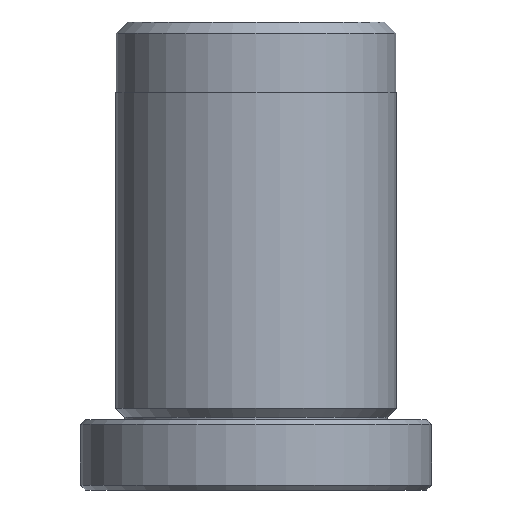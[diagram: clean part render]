
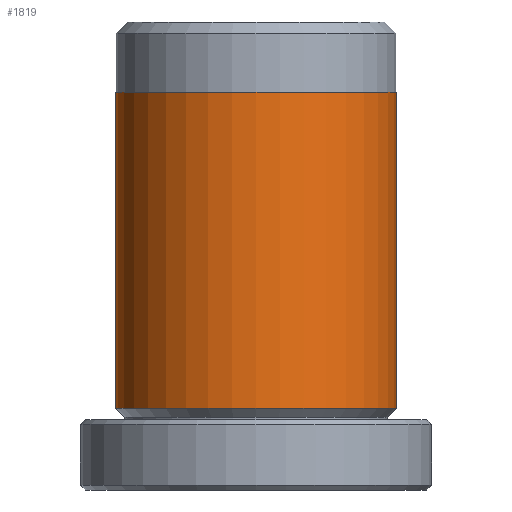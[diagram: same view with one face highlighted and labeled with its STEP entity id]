
A CAD part, front view. The second image highlights one B-rep face of the part: STEP entity #1819.
In plain terms, the highlighted cylindrical face has radius 6 mm (diameter 12 mm), a partial arc.
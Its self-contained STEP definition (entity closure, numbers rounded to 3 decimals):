
#64 = DIRECTION ( 'NONE',  ( -1., 0., 0. ) ) ;
#239 = CIRCLE ( 'NONE', #487, 6. ) ;
#287 = VECTOR ( 'NONE', #1417, 1000. ) ;
#327 = LINE ( 'NONE', #667, #1041 ) ;
#369 = DIRECTION ( 'NONE',  ( 0., 0., -1. ) ) ;
#437 = ORIENTED_EDGE ( 'NONE', *, *, #1324, .F. ) ;
#487 = AXIS2_PLACEMENT_3D ( 'NONE', #705, #1736, #865 ) ;
#509 = CARTESIAN_POINT ( 'NONE',  ( 0., 0., 3.5 ) ) ;
#593 = AXIS2_PLACEMENT_3D ( 'NONE', #509, #1540, #656 ) ;
#623 = ORIENTED_EDGE ( 'NONE', *, *, #1334, .F. ) ;
#656 = DIRECTION ( 'NONE',  ( -1., 0., 0. ) ) ;
#665 = CARTESIAN_POINT ( 'NONE',  ( -6., 0., 17. ) ) ;
#667 = CARTESIAN_POINT ( 'NONE',  ( 6., 0., 20. ) ) ;
#669 = ORIENTED_EDGE ( 'NONE', *, *, #1232, .F. ) ;
#705 = CARTESIAN_POINT ( 'NONE',  ( 0., 0., 17. ) ) ;
#751 = ORIENTED_EDGE ( 'NONE', *, *, #1257, .T. ) ;
#809 = CYLINDRICAL_SURFACE ( 'NONE', #925, 6. ) ;
#865 = DIRECTION ( 'NONE',  ( 1., 0., 0. ) ) ;
#925 = AXIS2_PLACEMENT_3D ( 'NONE', #1114, #1255, #64 ) ;
#946 = CIRCLE ( 'NONE', #593, 6. ) ;
#1041 = VECTOR ( 'NONE', #369, 1000. ) ;
#1043 = VERTEX_POINT ( 'NONE', #1449 ) ;
#1114 = CARTESIAN_POINT ( 'NONE',  ( 0., 0., 20. ) ) ;
#1186 = EDGE_LOOP ( 'NONE', ( #669, #437, #751, #623 ) ) ;
#1232 = EDGE_CURVE ( 'NONE', #1043, #1394, #327, .T. ) ;
#1241 = FACE_OUTER_BOUND ( 'NONE', #1186, .T. ) ;
#1255 = DIRECTION ( 'NONE',  ( 0., 0., -1. ) ) ;
#1257 = EDGE_CURVE ( 'NONE', #1595, #1926, #1771, .T. ) ;
#1281 = CARTESIAN_POINT ( 'NONE',  ( 6., 0., 3.5 ) ) ;
#1324 = EDGE_CURVE ( 'NONE', #1595, #1043, #239, .T. ) ;
#1334 = EDGE_CURVE ( 'NONE', #1394, #1926, #946, .T. ) ;
#1394 = VERTEX_POINT ( 'NONE', #1281 ) ;
#1417 = DIRECTION ( 'NONE',  ( 0., 0., -1. ) ) ;
#1449 = CARTESIAN_POINT ( 'NONE',  ( 6., 0., 17. ) ) ;
#1540 = DIRECTION ( 'NONE',  ( 0., 0., -1. ) ) ;
#1595 = VERTEX_POINT ( 'NONE', #665 ) ;
#1719 = CARTESIAN_POINT ( 'NONE',  ( -6., 0., 3.5 ) ) ;
#1736 = DIRECTION ( 'NONE',  ( 0., 0., 1. ) ) ;
#1771 = LINE ( 'NONE', #1865, #287 ) ;
#1819 = ADVANCED_FACE ( 'NONE', ( #1241 ), #809, .T. ) ;
#1865 = CARTESIAN_POINT ( 'NONE',  ( -6., 0., 20. ) ) ;
#1926 = VERTEX_POINT ( 'NONE', #1719 ) ;
